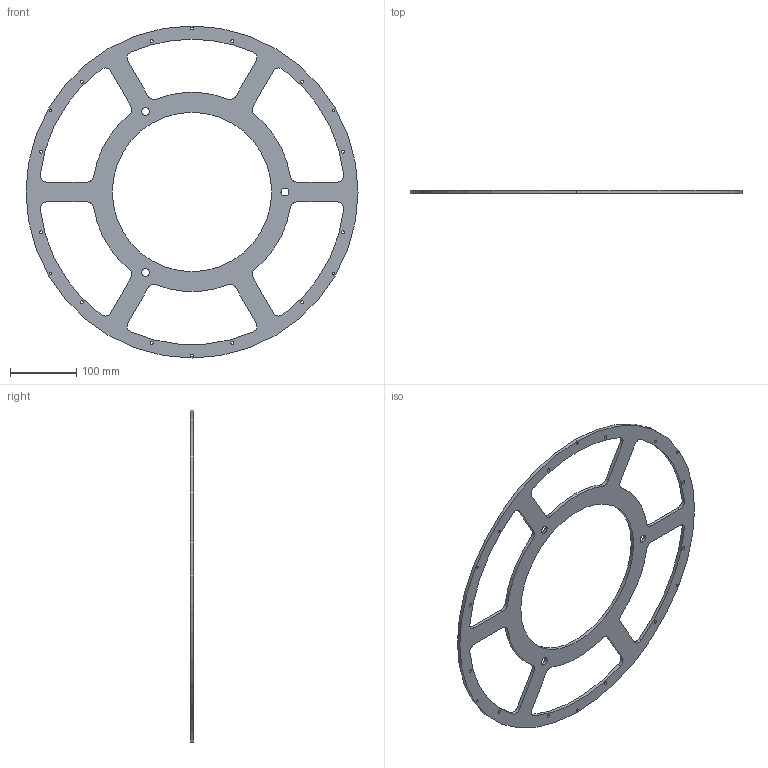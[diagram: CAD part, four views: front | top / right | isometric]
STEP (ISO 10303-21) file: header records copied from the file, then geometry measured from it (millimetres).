
FILE_DESCRIPTION (( 'STEP AP214' ), '1' );
FILE_NAME ('disque.STEP', '2020-03-13T09:42:30', ( '' ), ( '' ), 'SwSTEP 2.0', 'SolidWorks 2019', '' );
FILE_SCHEMA (( 'AUTOMOTIVE_DESIGN' ));
Length unit declared in the file: millimetre
Products named in the file (1): disque
Bounding box: 500 x 5 x 500 mm (x, y, z)
Volume: 349583.4 mm3; surface area: 167662.8 mm2
Topology: 1 solids, 1 shells, 108 faces, 312 edges, 206 vertices
Faces by surface type: cylinder 88, plane 14, cone 6
Entity records: 3928 total; most frequent: DIRECTION 712, CARTESIAN_POINT 627, ORIENTED_EDGE 624, EDGE_CURVE 312, AXIS2_PLACEMENT_3D 291, VERTEX_POINT 206, CIRCLE 182, EDGE_LOOP 164
